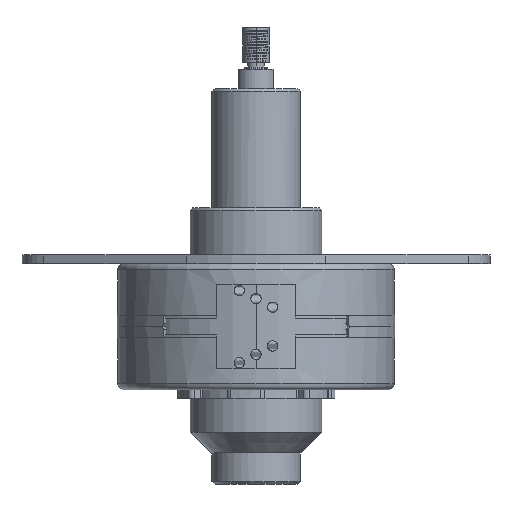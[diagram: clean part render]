
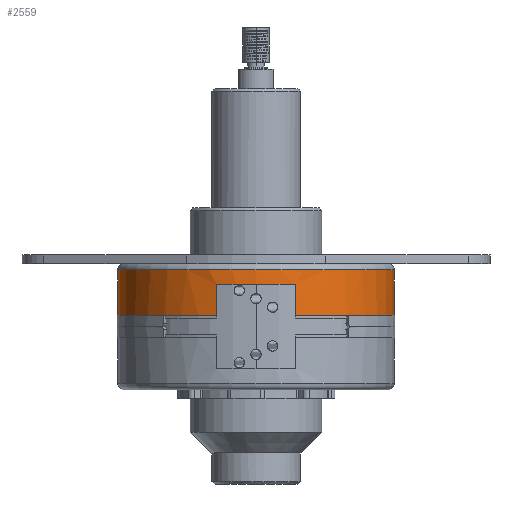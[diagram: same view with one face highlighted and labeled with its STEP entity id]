
A CAD part, front view. The second image highlights one B-rep face of the part: STEP entity #2559.
In plain terms, the highlighted cylindrical face has radius 12.639 mm (diameter 25.278 mm), a partial arc.
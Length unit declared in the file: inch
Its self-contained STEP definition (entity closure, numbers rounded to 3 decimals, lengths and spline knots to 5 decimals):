
#441=CARTESIAN_POINT('',(0.,0.,-0.152));
#442=DIRECTION('',(0.,0.,1.));
#443=DIRECTION('',(-0.958,0.285,0.));
#444=AXIS2_PLACEMENT_3D('',#441,#442,#443);
#446=DIRECTION('',(0.,0.,1.));
#447=VECTOR('',#446,0.112);
#448=CARTESIAN_POINT('',(-0.47691,-0.142,-0.152));
#449=LINE('',#448,#447);
#450=CARTESIAN_POINT('',(0.,0.,-0.04));
#451=DIRECTION('',(0.,0.,1.));
#452=DIRECTION('',(-0.758,-0.653,0.));
#453=AXIS2_PLACEMENT_3D('',#450,#451,#452);
#455=CARTESIAN_POINT('',(0.,0.,-0.04));
#456=DIRECTION('',(0.,0.,1.));
#457=DIRECTION('',(-0.744,0.668,0.));
#458=AXIS2_PLACEMENT_3D('',#455,#456,#457);
#460=DIRECTION('',(0.,0.,1.));
#461=VECTOR('',#460,0.112);
#462=CARTESIAN_POINT('',(-0.47691,0.142,-0.152));
#463=LINE('',#462,#461);
#464=CARTESIAN_POINT('',(0.,0.,-0.04));
#465=DIRECTION('',(0.,0.,1.));
#466=DIRECTION('',(-0.744,-0.668,0.));
#467=AXIS2_PLACEMENT_3D('',#464,#465,#466);
#482=CARTESIAN_POINT('',(0.,0.,-0.04));
#483=DIRECTION('',(0.,0.,1.));
#484=DIRECTION('',(0.,1.,0.));
#485=AXIS2_PLACEMENT_3D('',#482,#483,#484);
#500=CARTESIAN_POINT('',(0.,0.,-0.04));
#501=DIRECTION('',(0.,0.,1.));
#502=DIRECTION('',(-0.758,0.653,0.));
#503=AXIS2_PLACEMENT_3D('',#500,#501,#502);
#527=CARTESIAN_POINT('',(0.,0.,-0.04));
#528=DIRECTION('',(0.,0.,1.));
#529=DIRECTION('',(-0.958,-0.285,0.));
#530=AXIS2_PLACEMENT_3D('',#527,#528,#529);
#886=DIRECTION('',(0.,0.,-1.));
#887=VECTOR('',#886,0.1644);
#888=CARTESIAN_POINT('',(0.,0.4976,-0.04));
#889=LINE('',#888,#887);
#890=DIRECTION('',(0.,0.,-1.));
#891=VECTOR('',#890,0.1644);
#892=CARTESIAN_POINT('',(0.,-0.4976,-0.04));
#893=LINE('',#892,#891);
#1068=CARTESIAN_POINT('',(0.,0.,-0.2044));
#1069=DIRECTION('',(0.,0.,-1.));
#1070=DIRECTION('',(0.,-1.,0.));
#1071=AXIS2_PLACEMENT_3D('',#1068,#1069,#1070);
#1624=CARTESIAN_POINT('',(0.,0.4976,-0.2044));
#1625=CARTESIAN_POINT('',(0.,-0.4976,-0.2044));
#1626=VERTEX_POINT('',#1624);
#1627=VERTEX_POINT('',#1625);
#1758=CARTESIAN_POINT('',(0.,0.4976,-0.04));
#1759=VERTEX_POINT('',#1758);
#1760=CARTESIAN_POINT('',(0.,-0.4976,-0.04));
#1761=VERTEX_POINT('',#1760);
#1901=CARTESIAN_POINT('',(-0.37036,-0.33233,-0.04));
#1903=VERTEX_POINT('',#1901);
#1904=CARTESIAN_POINT('',(-0.37703,-0.32474,-0.04));
#1906=VERTEX_POINT('',#1904);
#1918=CARTESIAN_POINT('',(-0.37036,0.33233,-0.04));
#1920=VERTEX_POINT('',#1918);
#1923=CARTESIAN_POINT('',(-0.37703,0.32474,-0.04));
#1925=VERTEX_POINT('',#1923);
#1948=CARTESIAN_POINT('',(-0.47691,0.142,-0.152));
#1949=CARTESIAN_POINT('',(-0.47691,-0.142,-0.152));
#1950=VERTEX_POINT('',#1948);
#1951=VERTEX_POINT('',#1949);
#1952=CARTESIAN_POINT('',(-0.47691,0.142,-0.04));
#1953=VERTEX_POINT('',#1952);
#1954=CARTESIAN_POINT('',(-0.47691,-0.142,-0.04));
#1955=VERTEX_POINT('',#1954);
#2531=CARTESIAN_POINT('',(0.,0.,-0.21462));
#2532=DIRECTION('',(0.,0.,1.));
#2533=DIRECTION('',(0.,1.,0.));
#2534=AXIS2_PLACEMENT_3D('',#2531,#2532,#2533);
#2535=CYLINDRICAL_SURFACE('',#2534,0.4976);
#2536=ORIENTED_EDGE('',*,*,#2462,.T.);
#2537=ORIENTED_EDGE('',*,*,#2480,.T.);
#2539=ORIENTED_EDGE('',*,*,#2538,.T.);
#2541=ORIENTED_EDGE('',*,*,#2540,.T.);
#2543=ORIENTED_EDGE('',*,*,#2542,.T.);
#2545=ORIENTED_EDGE('',*,*,#2544,.T.);
#2547=ORIENTED_EDGE('',*,*,#2546,.T.);
#2549=ORIENTED_EDGE('',*,*,#2548,.F.);
#2551=ORIENTED_EDGE('',*,*,#2550,.T.);
#2553=ORIENTED_EDGE('',*,*,#2552,.T.);
#2555=ORIENTED_EDGE('',*,*,#2554,.T.);
#2556=ORIENTED_EDGE('',*,*,#2522,.F.);
#2557=EDGE_LOOP('',(#2536,#2537,#2539,#2541,#2543,#2545,#2547,#2549,#2551,#2553,
#2555,#2556));
#2558=FACE_OUTER_BOUND('',#2557,.F.);
#2559=ADVANCED_FACE('',(#2558),#2535,.T.);
#445=CIRCLE('',#444,0.4976);
#454=CIRCLE('',#453,0.4976);
#459=CIRCLE('',#458,0.4976);
#468=CIRCLE('',#467,0.4976);
#486=CIRCLE('',#485,0.4976);
#504=CIRCLE('',#503,0.4976);
#531=CIRCLE('',#530,0.4976);
#1072=CIRCLE('',#1071,0.4976);
#2462=EDGE_CURVE('',#1950,#1951,#445,.T.);
#2480=EDGE_CURVE('',#1951,#1955,#449,.T.);
#2522=EDGE_CURVE('',#1950,#1953,#463,.T.);
#2538=EDGE_CURVE('',#1955,#1906,#531,.T.);
#2540=EDGE_CURVE('',#1906,#1903,#454,.T.);
#2542=EDGE_CURVE('',#1903,#1761,#468,.T.);
#2544=EDGE_CURVE('',#1761,#1627,#893,.T.);
#2546=EDGE_CURVE('',#1627,#1626,#1072,.T.);
#2548=EDGE_CURVE('',#1759,#1626,#889,.T.);
#2550=EDGE_CURVE('',#1759,#1920,#486,.T.);
#2552=EDGE_CURVE('',#1920,#1925,#459,.T.);
#2554=EDGE_CURVE('',#1925,#1953,#504,.T.);
